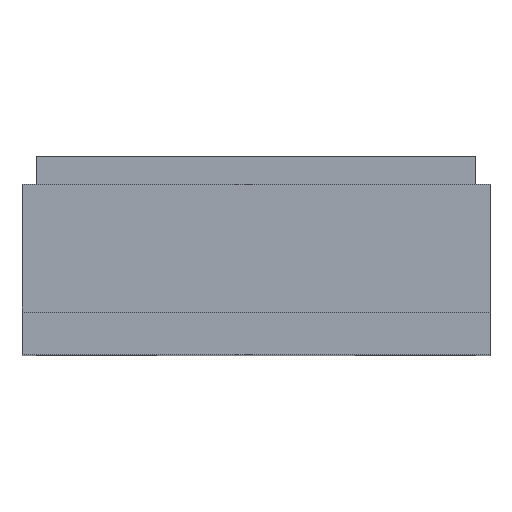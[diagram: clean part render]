
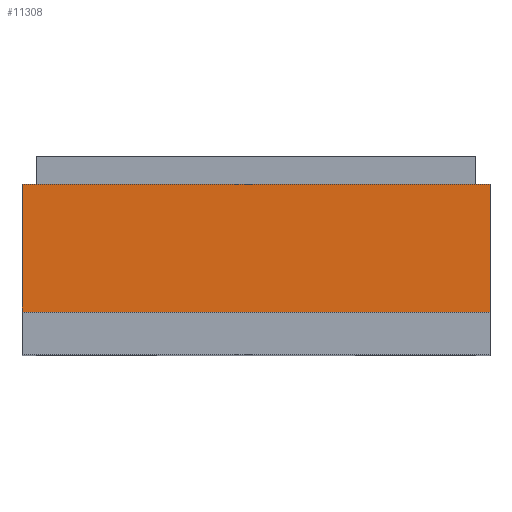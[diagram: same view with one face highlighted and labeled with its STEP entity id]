
A CAD part, top view. The second image highlights one B-rep face of the part: STEP entity #11308.
In plain terms, the highlighted planar face has unit normal (0, 0, 1).
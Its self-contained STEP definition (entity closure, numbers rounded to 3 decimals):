
#406 = DIRECTION ( 'NONE',  ( 0., 0., 1. ) ) ;
#417 = VECTOR ( 'NONE', #1489, 1000. ) ;
#1175 = FACE_OUTER_BOUND ( 'NONE', #10608, .T. ) ;
#1181 = CARTESIAN_POINT ( 'NONE',  ( 1.65, 1.2, 2.8 ) ) ;
#1215 = ORIENTED_EDGE ( 'NONE', *, *, #7879, .T. ) ;
#1306 = CARTESIAN_POINT ( 'NONE',  ( -1.65, 0.3, 2.8 ) ) ;
#1489 = DIRECTION ( 'NONE',  ( 0., 1., 0. ) ) ;
#1632 = LINE ( 'NONE', #4517, #9201 ) ;
#2038 = EDGE_CURVE ( 'NONE', #10455, #2267, #1632, .T. ) ;
#2103 = CARTESIAN_POINT ( 'NONE',  ( -1.65, -6.2, 2.8 ) ) ;
#2192 = DIRECTION ( 'NONE',  ( 0., 1., 0. ) ) ;
#2267 = VERTEX_POINT ( 'NONE', #1181 ) ;
#2500 = DIRECTION ( 'NONE',  ( 1., 0., 0. ) ) ;
#3068 = CARTESIAN_POINT ( 'NONE',  ( 1.65, 0.3, 2.8 ) ) ;
#3151 = LINE ( 'NONE', #9204, #417 ) ;
#4480 = VECTOR ( 'NONE', #11902, 1000. ) ;
#4517 = CARTESIAN_POINT ( 'NONE',  ( -1.65, 1.2, 2.8 ) ) ;
#5074 = LINE ( 'NONE', #2103, #9449 ) ;
#5296 = AXIS2_PLACEMENT_3D ( 'NONE', #5427, #406, #8188 ) ;
#5427 = CARTESIAN_POINT ( 'NONE',  ( -1.65, -6.2, 2.8 ) ) ;
#6072 = EDGE_CURVE ( 'NONE', #9308, #10455, #5074, .T. ) ;
#6769 = LINE ( 'NONE', #1306, #4480 ) ;
#7879 = EDGE_CURVE ( 'NONE', #11867, #2267, #3151, .T. ) ;
#8188 = DIRECTION ( 'NONE',  ( 0., -1., 0. ) ) ;
#8783 = EDGE_CURVE ( 'NONE', #11867, #9308, #6769, .T. ) ;
#9050 = CARTESIAN_POINT ( 'NONE',  ( -1.65, 1.2, 2.8 ) ) ;
#9201 = VECTOR ( 'NONE', #2500, 1000. ) ;
#9204 = CARTESIAN_POINT ( 'NONE',  ( 1.65, -6.2, 2.8 ) ) ;
#9308 = VERTEX_POINT ( 'NONE', #10003 ) ;
#9449 = VECTOR ( 'NONE', #2192, 1000. ) ;
#10003 = CARTESIAN_POINT ( 'NONE',  ( -1.65, 0.3, 2.8 ) ) ;
#10178 = ORIENTED_EDGE ( 'NONE', *, *, #8783, .F. ) ;
#10327 = ORIENTED_EDGE ( 'NONE', *, *, #2038, .F. ) ;
#10455 = VERTEX_POINT ( 'NONE', #9050 ) ;
#10608 = EDGE_LOOP ( 'NONE', ( #10178, #1215, #10327, #12302 ) ) ;
#11308 = ADVANCED_FACE ( 'NONE', ( #1175 ), #11831, .T. ) ;
#11831 = PLANE ( 'NONE',  #5296 ) ;
#11867 = VERTEX_POINT ( 'NONE', #3068 ) ;
#11902 = DIRECTION ( 'NONE',  ( -1., 0., 0. ) ) ;
#12302 = ORIENTED_EDGE ( 'NONE', *, *, #6072, .F. ) ;
